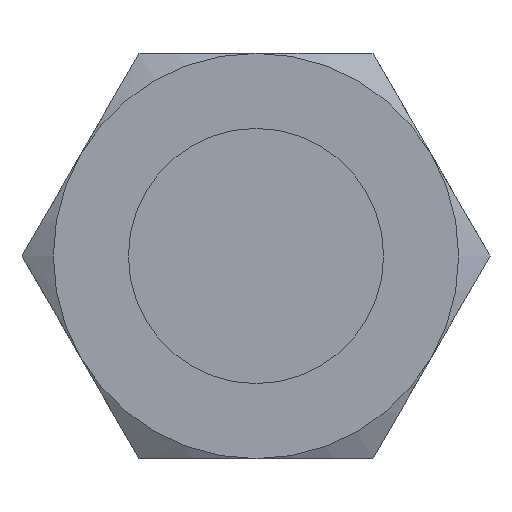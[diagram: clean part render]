
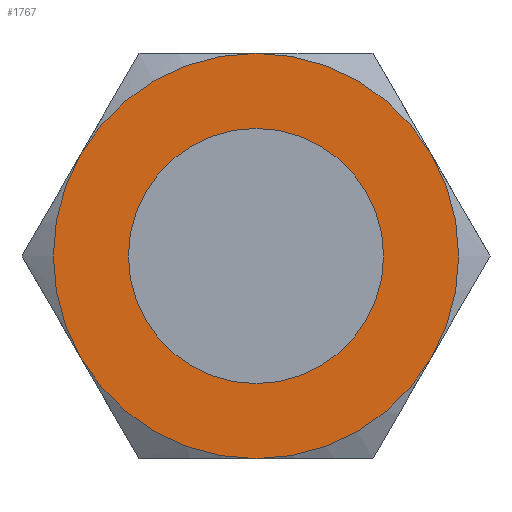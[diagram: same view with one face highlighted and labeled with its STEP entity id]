
A CAD part, left-side view. The second image highlights one B-rep face of the part: STEP entity #1767.
In plain terms, the highlighted planar face has unit normal (-1, 0, 0).
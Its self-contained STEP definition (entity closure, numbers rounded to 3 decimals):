
#22 = CARTESIAN_POINT ( 'NONE',  ( 0., 0., 13.5 ) ) ;
#32 = DIRECTION ( 'NONE',  ( 0., 0., -1. ) ) ;
#97 = CIRCLE ( 'NONE', #3848, 8.5 ) ;
#185 = CIRCLE ( 'NONE', #1832, 13.5 ) ;
#216 = DIRECTION ( 'NONE',  ( 0., 0., 1. ) ) ;
#266 = CARTESIAN_POINT ( 'NONE',  ( 0., 0., 0. ) ) ;
#272 = ORIENTED_EDGE ( 'NONE', *, *, #930, .F. ) ;
#286 = AXIS2_PLACEMENT_3D ( 'NONE', #2242, #2177, #3193 ) ;
#327 = EDGE_LOOP ( 'NONE', ( #272, #1495, #673, #3572, #2179, #669 ) ) ;
#350 = FACE_BOUND ( 'NONE', #1456, .T. ) ;
#417 = CARTESIAN_POINT ( 'NONE',  ( 0., 0., -13.5 ) ) ;
#488 = CIRCLE ( 'NONE', #3897, 13.5 ) ;
#506 = AXIS2_PLACEMENT_3D ( 'NONE', #2562, #800, #540 ) ;
#521 = VERTEX_POINT ( 'NONE', #1632 ) ;
#540 = DIRECTION ( 'NONE',  ( 0., 0., -1. ) ) ;
#566 = DIRECTION ( 'NONE',  ( -1., 0., 0. ) ) ;
#669 = ORIENTED_EDGE ( 'NONE', *, *, #689, .F. ) ;
#673 = ORIENTED_EDGE ( 'NONE', *, *, #2068, .F. ) ;
#689 = EDGE_CURVE ( 'NONE', #2363, #1133, #2790, .T. ) ;
#690 = DIRECTION ( 'NONE',  ( 0., 0., -1. ) ) ;
#720 = EDGE_CURVE ( 'NONE', #521, #2579, #185, .T. ) ;
#736 = FACE_OUTER_BOUND ( 'NONE', #327, .T. ) ;
#789 = PLANE ( 'NONE',  #506 ) ;
#800 = DIRECTION ( 'NONE',  ( 1., 0., 0. ) ) ;
#869 = CARTESIAN_POINT ( 'NONE',  ( 0., 0., 8.5 ) ) ;
#895 = DIRECTION ( 'NONE',  ( 1., 0., 0. ) ) ;
#930 = EDGE_CURVE ( 'NONE', #2579, #2363, #2027, .T. ) ;
#936 = EDGE_CURVE ( 'NONE', #1847, #2616, #2112, .T. ) ;
#954 = VERTEX_POINT ( 'NONE', #869 ) ;
#956 = VERTEX_POINT ( 'NONE', #2191 ) ;
#958 = EDGE_CURVE ( 'NONE', #954, #956, #97, .T. ) ;
#978 = CARTESIAN_POINT ( 'NONE',  ( 0., -11.691, 6.75 ) ) ;
#1102 = DIRECTION ( 'NONE',  ( 1., 0., 0. ) ) ;
#1133 = VERTEX_POINT ( 'NONE', #3445 ) ;
#1161 = CARTESIAN_POINT ( 'NONE',  ( 0., 0., 0. ) ) ;
#1288 = DIRECTION ( 'NONE',  ( 0., 0., -1. ) ) ;
#1371 = AXIS2_PLACEMENT_3D ( 'NONE', #2586, #895, #32 ) ;
#1429 = CIRCLE ( 'NONE', #1371, 13.5 ) ;
#1456 = EDGE_LOOP ( 'NONE', ( #1605, #2421 ) ) ;
#1466 = DIRECTION ( 'NONE',  ( 0., 0., -1. ) ) ;
#1495 = ORIENTED_EDGE ( 'NONE', *, *, #720, .F. ) ;
#1605 = ORIENTED_EDGE ( 'NONE', *, *, #2195, .T. ) ;
#1608 = CARTESIAN_POINT ( 'NONE',  ( 0., 0., 0. ) ) ;
#1632 = CARTESIAN_POINT ( 'NONE',  ( 0., -11.691, -6.75 ) ) ;
#1711 = EDGE_CURVE ( 'NONE', #1847, #1133, #488, .T. ) ;
#1761 = CIRCLE ( 'NONE', #286, 8.5 ) ;
#1767 = ADVANCED_FACE ( 'NONE', ( #350, #736 ), #789, .F. ) ;
#1832 = AXIS2_PLACEMENT_3D ( 'NONE', #3549, #1875, #2040 ) ;
#1847 = VERTEX_POINT ( 'NONE', #22 ) ;
#1875 = DIRECTION ( 'NONE',  ( 1., 0., 0. ) ) ;
#2027 = CIRCLE ( 'NONE', #2446, 13.5 ) ;
#2030 = CARTESIAN_POINT ( 'NONE',  ( 0., 0., 0. ) ) ;
#2040 = DIRECTION ( 'NONE',  ( 0., 0., -1. ) ) ;
#2068 = EDGE_CURVE ( 'NONE', #2616, #521, #1429, .T. ) ;
#2112 = CIRCLE ( 'NONE', #3042, 13.5 ) ;
#2175 = DIRECTION ( 'NONE',  ( 1., 0., 0. ) ) ;
#2177 = DIRECTION ( 'NONE',  ( 1., 0., 0. ) ) ;
#2179 = ORIENTED_EDGE ( 'NONE', *, *, #1711, .T. ) ;
#2191 = CARTESIAN_POINT ( 'NONE',  ( 0., 0., -8.5 ) ) ;
#2195 = EDGE_CURVE ( 'NONE', #956, #954, #1761, .T. ) ;
#2242 = CARTESIAN_POINT ( 'NONE',  ( 0., 0., 0. ) ) ;
#2363 = VERTEX_POINT ( 'NONE', #3229 ) ;
#2421 = ORIENTED_EDGE ( 'NONE', *, *, #958, .T. ) ;
#2446 = AXIS2_PLACEMENT_3D ( 'NONE', #3646, #3118, #690 ) ;
#2562 = CARTESIAN_POINT ( 'NONE',  ( 0., 23.383, 13.5 ) ) ;
#2579 = VERTEX_POINT ( 'NONE', #417 ) ;
#2586 = CARTESIAN_POINT ( 'NONE',  ( 0., 0., 0. ) ) ;
#2616 = VERTEX_POINT ( 'NONE', #978 ) ;
#2790 = CIRCLE ( 'NONE', #3659, 13.5 ) ;
#3042 = AXIS2_PLACEMENT_3D ( 'NONE', #1161, #3395, #1288 ) ;
#3118 = DIRECTION ( 'NONE',  ( 1., 0., 0. ) ) ;
#3193 = DIRECTION ( 'NONE',  ( 0., 0., -1. ) ) ;
#3229 = CARTESIAN_POINT ( 'NONE',  ( 0., 11.691, -6.75 ) ) ;
#3395 = DIRECTION ( 'NONE',  ( 1., 0., 0. ) ) ;
#3445 = CARTESIAN_POINT ( 'NONE',  ( 0., 11.691, 6.75 ) ) ;
#3549 = CARTESIAN_POINT ( 'NONE',  ( 0., 0., 0. ) ) ;
#3572 = ORIENTED_EDGE ( 'NONE', *, *, #936, .F. ) ;
#3646 = CARTESIAN_POINT ( 'NONE',  ( 0., 0., 0. ) ) ;
#3659 = AXIS2_PLACEMENT_3D ( 'NONE', #266, #1102, #1466 ) ;
#3685 = DIRECTION ( 'NONE',  ( 0., 0., -1. ) ) ;
#3848 = AXIS2_PLACEMENT_3D ( 'NONE', #1608, #2175, #3685 ) ;
#3897 = AXIS2_PLACEMENT_3D ( 'NONE', #2030, #566, #216 ) ;
